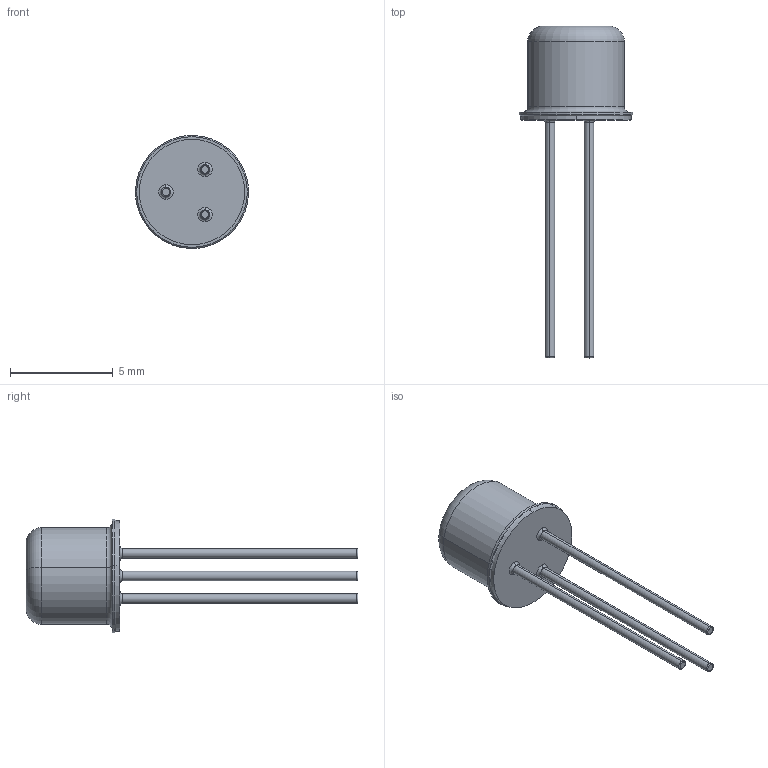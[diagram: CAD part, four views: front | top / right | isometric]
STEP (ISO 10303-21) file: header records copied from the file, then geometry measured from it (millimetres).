
FILE_DESCRIPTION (( 'STEP AP203' ), '1' );
FILE_NAME ('TO-72.STEP', '2020-07-01T18:08:14', ( '' ), ( '' ), 'SwSTEP 2.0', 'SolidWorks 2017', '' );
FILE_SCHEMA (( 'CONFIG_CONTROL_DESIGN' ));
Length unit declared in the file: inch
Products named in the file (3): 30294-002; TO-72; 30363-001
Assembly tree (2 placements, depth 2):
  TO-72
    30363-001
    30294-002
Bounding box: 5.51 x 16.15 x 5.51 mm (x, y, z)
Volume: 43.7 mm3; surface area: 265.6 mm2
Topology: 2 solids, 2 shells, 68 faces, 132 edges, 76 vertices
Faces by surface type: torus 30, cylinder 22, plane 12, cone 4
Entity records: 2065 total; most frequent: DIRECTION 384, CARTESIAN_POINT 281, ORIENTED_EDGE 264, AXIS2_PLACEMENT_3D 179, EDGE_CURVE 132, CIRCLE 106, VERTEX_POINT 76, EDGE_LOOP 76
